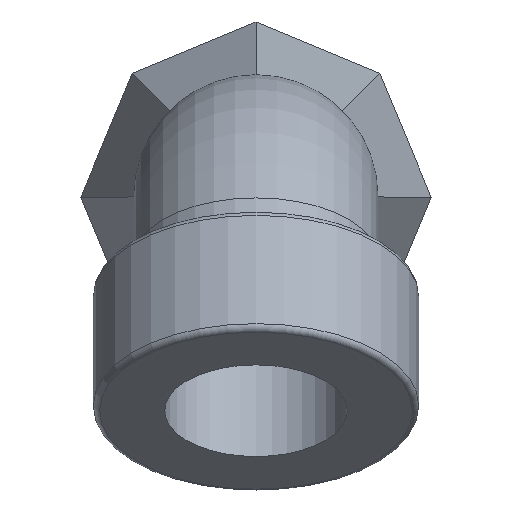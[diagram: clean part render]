
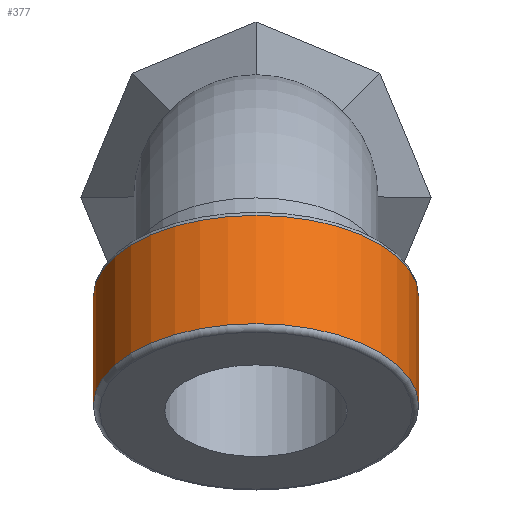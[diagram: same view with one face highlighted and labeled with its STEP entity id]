
A CAD part, top view. The second image highlights one B-rep face of the part: STEP entity #377.
In plain terms, the highlighted cylindrical face has radius 13 mm (diameter 26 mm), a full revolution.
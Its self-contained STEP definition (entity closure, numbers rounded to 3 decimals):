
#33=LINE('',#597,#63);
#63=VECTOR('',#474,13.);
#93=CYLINDRICAL_SURFACE('',#418,13.);
#100=FACE_OUTER_BOUND('',#123,.T.);
#123=EDGE_LOOP('',(#269,#270,#271,#272,#273,#274));
#152=CIRCLE('',#416,13.);
#153=CIRCLE('',#417,13.);
#154=CIRCLE('',#419,13.);
#155=CIRCLE('',#420,13.);
#175=VERTEX_POINT('',#590);
#176=VERTEX_POINT('',#592);
#177=VERTEX_POINT('',#596);
#178=VERTEX_POINT('',#598);
#212=EDGE_CURVE('',#175,#176,#152,.T.);
#213=EDGE_CURVE('',#176,#175,#153,.T.);
#214=EDGE_CURVE('',#176,#177,#33,.T.);
#215=EDGE_CURVE('',#178,#177,#154,.T.);
#216=EDGE_CURVE('',#177,#178,#155,.T.);
#269=ORIENTED_EDGE('',*,*,#213,.F.);
#270=ORIENTED_EDGE('',*,*,#214,.T.);
#271=ORIENTED_EDGE('',*,*,#215,.F.);
#272=ORIENTED_EDGE('',*,*,#216,.F.);
#273=ORIENTED_EDGE('',*,*,#214,.F.);
#274=ORIENTED_EDGE('',*,*,#212,.F.);
#377=ADVANCED_FACE('',(#100),#93,.T.);
#416=AXIS2_PLACEMENT_3D('',#593,#468,#469);
#417=AXIS2_PLACEMENT_3D('',#594,#470,#471);
#418=AXIS2_PLACEMENT_3D('',#595,#472,#473);
#419=AXIS2_PLACEMENT_3D('',#599,#475,#476);
#420=AXIS2_PLACEMENT_3D('',#600,#477,#478);
#468=DIRECTION('center_axis',(0.,-0.866,0.5));
#469=DIRECTION('ref_axis',(1.,0.,0.));
#470=DIRECTION('center_axis',(0.,-0.866,0.5));
#471=DIRECTION('ref_axis',(1.,0.,0.));
#472=DIRECTION('center_axis',(0.,-0.866,0.5));
#473=DIRECTION('ref_axis',(1.,0.,0.));
#474=DIRECTION('',(0.,0.866,-0.5));
#475=DIRECTION('center_axis',(0.,0.866,-0.5));
#476=DIRECTION('ref_axis',(1.,0.,0.));
#477=DIRECTION('center_axis',(0.,0.866,-0.5));
#478=DIRECTION('ref_axis',(1.,0.,0.));
#590=CARTESIAN_POINT('',(0.,-10.191,178.669));
#592=CARTESIAN_POINT('',(-13.,-16.691,167.41));
#593=CARTESIAN_POINT('Origin',(0.,-16.691,167.41));
#594=CARTESIAN_POINT('Origin',(0.,-16.691,167.41));
#595=CARTESIAN_POINT('Origin',(0.,-7.598,162.16));
#596=CARTESIAN_POINT('',(-13.,-8.031,162.41));
#597=CARTESIAN_POINT('',(-13.,-7.598,162.16));
#598=CARTESIAN_POINT('',(0.,-1.531,173.669));
#599=CARTESIAN_POINT('Origin',(0.,-8.031,162.41));
#600=CARTESIAN_POINT('Origin',(0.,-8.031,162.41));
